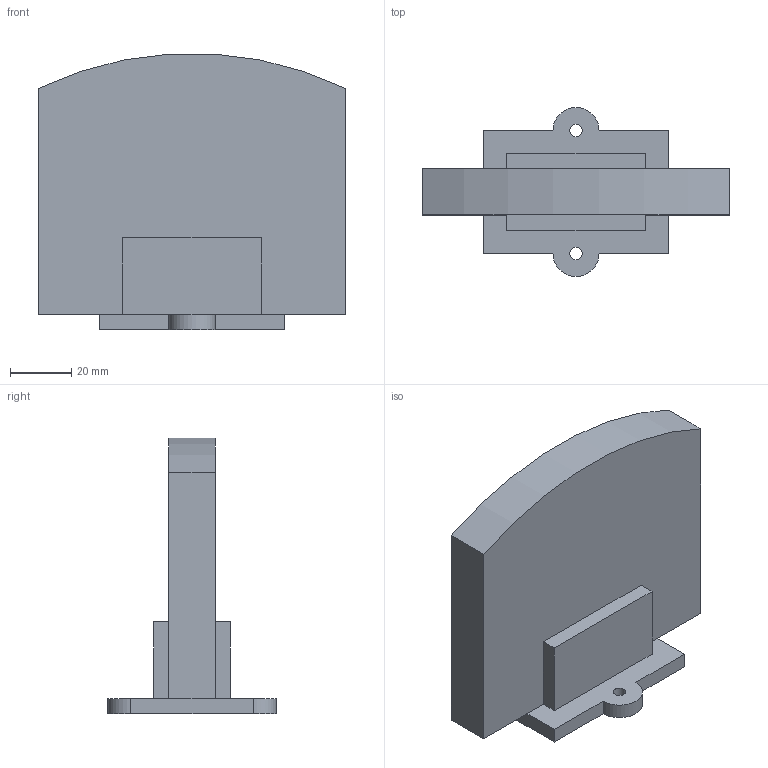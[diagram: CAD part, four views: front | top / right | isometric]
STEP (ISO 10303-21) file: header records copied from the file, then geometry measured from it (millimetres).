
FILE_DESCRIPTION(/* description */ ('Unknown'),/* implementation_level */ '2;1');
FILE_NAME(/* name */ 'Bread Holder Assembly',/* time_stamp */ '2023-04-08T09:19:07-04:00',/* author */ ('Unknown'),/* organization */ ('Unknown'),/* preprocessor_version */ 'ST-DEVELOPER v18.102',/* originating_system */ 'Solid Edge',/* authorisation */ 'Unknown');
FILE_SCHEMA (('AUTOMOTIVE_DESIGN {1 0 10303 214 3 1 1}'));
Length unit declared in the file: millimetre
Products named in the file (3): Bread Holder Assembly; Bread Holder; Bread Slice
Assembly tree (2 placements, depth 2):
  Bread Holder Assembly
    Bread Holder
    Bread Slice
Bounding box: 100 x 55 x 89.76 mm (x, y, z)
Volume: 145915.5 mm3; surface area: 32827.8 mm2
Topology: 2 solids, 2 shells, 28 faces, 66 edges, 44 vertices
Faces by surface type: plane 23, cylinder 5
Full cylindrical faces by diameter (mm): 4 x2
Entity records: 910 total; most frequent: CARTESIAN_POINT 139, DIRECTION 136, ORIENTED_EDGE 128, EDGE_CURVE 64, LINE 54, VECTOR 54, VERTEX_POINT 44, AXIS2_PLACEMENT_3D 41
